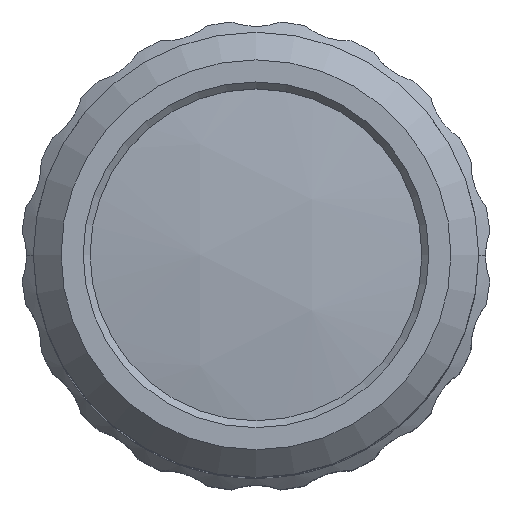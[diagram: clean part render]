
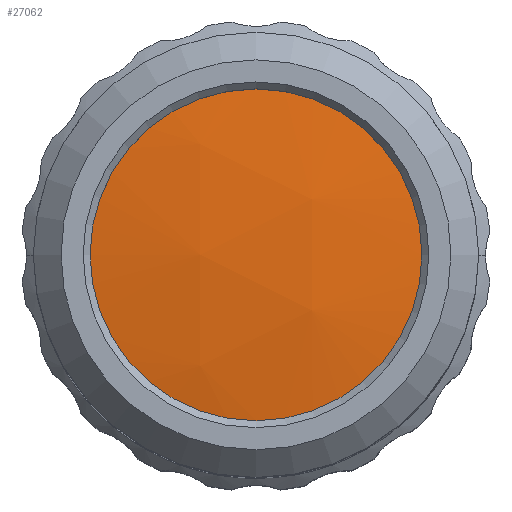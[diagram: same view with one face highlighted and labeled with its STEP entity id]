
A CAD part, top view. The second image highlights one B-rep face of the part: STEP entity #27062.
In plain terms, the highlighted spherical face has radius 75 mm.
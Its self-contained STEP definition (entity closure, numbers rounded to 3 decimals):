
#2973 = CARTESIAN_POINT ( 'NONE',  ( 0., 0., 7.3 ) ) ;
#4148 = ORIENTED_EDGE ( 'NONE', *, *, #17852, .T. ) ;
#5517 = FACE_OUTER_BOUND ( 'NONE', #15451, .T. ) ;
#7169 = CARTESIAN_POINT ( 'NONE',  ( 12., 0., 81.334 ) ) ;
#9278 = AXIS2_PLACEMENT_3D ( 'NONE', #22982, #33476, #34015 ) ;
#15451 = EDGE_LOOP ( 'NONE', ( #4148 ) ) ;
#16225 = CIRCLE ( 'NONE', #9278, 12. ) ;
#17852 = EDGE_CURVE ( 'NONE', #21679, #21679, #16225, .T. ) ;
#21679 = VERTEX_POINT ( 'NONE', #7169 ) ;
#22214 = DIRECTION ( 'NONE',  ( 1., 0., 0. ) ) ;
#22982 = CARTESIAN_POINT ( 'NONE',  ( 0., 0., 81.334 ) ) ;
#24585 = SPHERICAL_SURFACE ( 'NONE', #33676, 75. ) ;
#27062 = ADVANCED_FACE ( 'NONE', ( #5517 ), #24585, .T. ) ;
#32891 = DIRECTION ( 'NONE',  ( 0., -1., 0. ) ) ;
#33476 = DIRECTION ( 'NONE',  ( 0., 0., 1. ) ) ;
#33676 = AXIS2_PLACEMENT_3D ( 'NONE', #2973, #22214, #32891 ) ;
#34015 = DIRECTION ( 'NONE',  ( 1., 0., 0. ) ) ;
